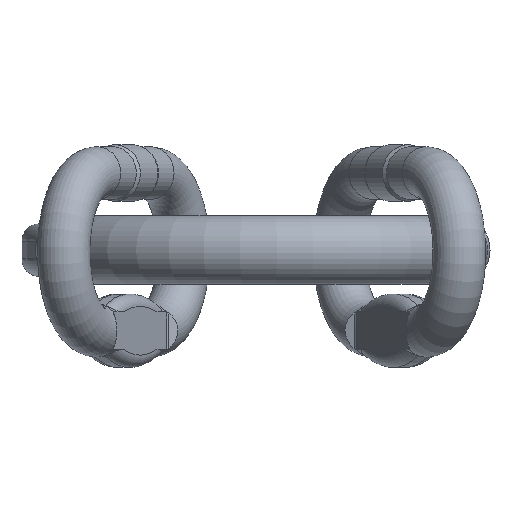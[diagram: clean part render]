
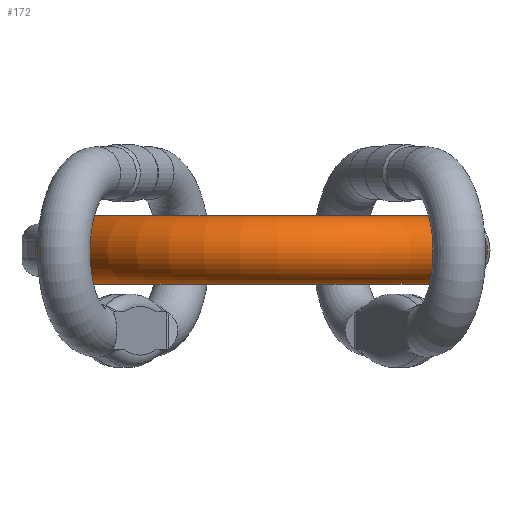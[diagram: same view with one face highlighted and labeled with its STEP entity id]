
A CAD part, front view. The second image highlights one B-rep face of the part: STEP entity #172.
In plain terms, the highlighted toroidal (fillet/blend) face has major radius 36.5 mm and minor radius 6.5 mm.
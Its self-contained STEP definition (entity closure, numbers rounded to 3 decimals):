
#90=TOROIDAL_SURFACE('',#1464,36.5,6.5);
#120=FACE_BOUND('',#360,.T.);
#121=FACE_BOUND('',#361,.T.);
#172=ADVANCED_FACE('',(#120,#121),#90,.T.);
#360=EDGE_LOOP('',(#733));
#361=EDGE_LOOP('',(#734));
#440=CIRCLE('',#1452,6.5);
#441=CIRCLE('',#1458,6.5);
#733=ORIENTED_EDGE('',*,*,#1184,.T.);
#734=ORIENTED_EDGE('',*,*,#1203,.F.);
#1020=VERTEX_POINT('',#2233);
#1039=VERTEX_POINT('',#2366);
#1184=EDGE_CURVE('',#1020,#1020,#440,.T.);
#1203=EDGE_CURVE('',#1039,#1039,#441,.T.);
#1452=AXIS2_PLACEMENT_3D('',#2232,#1654,#1655);
#1458=AXIS2_PLACEMENT_3D('',#2365,#1670,#1671);
#1464=AXIS2_PLACEMENT_3D('',#2375,#1682,#1683);
#1654=DIRECTION('',(0.,-1.,0.));
#1655=DIRECTION('',(1.,0.,0.));
#1670=DIRECTION('',(0.,1.,0.));
#1671=DIRECTION('',(-1.,0.,0.));
#1682=DIRECTION('',(0.,0.,1.));
#1683=DIRECTION('',(1.,0.,0.));
#2232=CARTESIAN_POINT('',(-36.5,-25.,0.));
#2233=CARTESIAN_POINT('',(-30.,-25.,0.));
#2365=CARTESIAN_POINT('',(36.5,-25.,0.));
#2366=CARTESIAN_POINT('',(30.,-25.,0.));
#2375=CARTESIAN_POINT('',(0.,-25.,0.));
